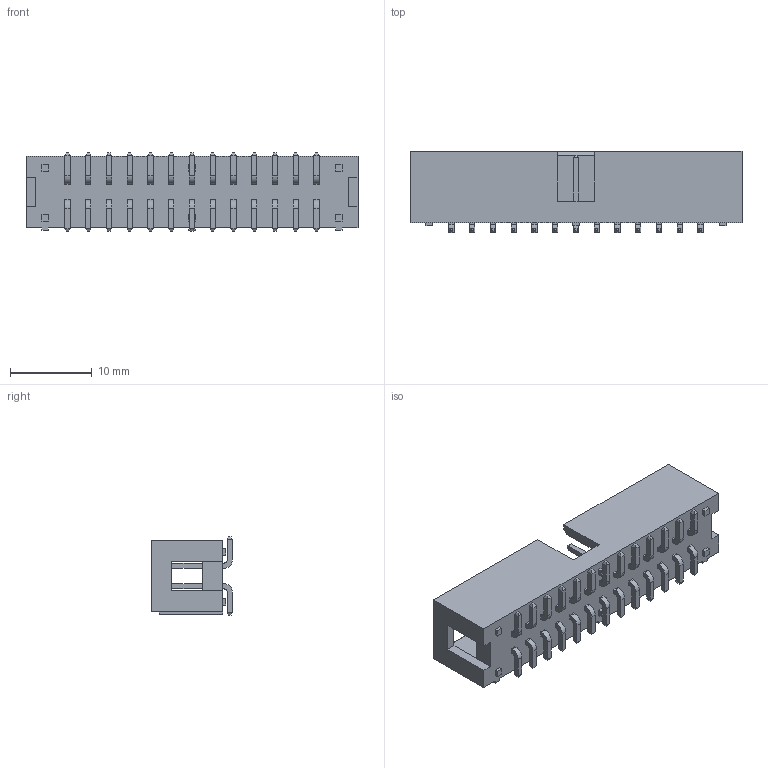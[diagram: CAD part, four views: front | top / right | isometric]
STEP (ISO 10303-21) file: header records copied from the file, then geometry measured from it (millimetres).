
FILE_DESCRIPTION (( 'STEP AP203' ), '1' );
FILE_NAME ('CH8726xM100.STEP', '2018-08-14T00:58:23', ( '' ), ( '' ), 'SwSTEP 2.0', 'SolidWorks 2017', '' );
FILE_SCHEMA (( 'CONFIG_CONTROL_DESIGN' ));
Length unit declared in the file: millimetre
Products named in the file (3): CH8726xM100; SMT TYPE P; CH87 BASE_26
Assembly tree (27 placements, depth 2):
  CH8726xM100
    CH87 BASE_26
    SMT TYPE P  x26
Bounding box: 40.64 x 9.9 x 9.6 mm (x, y, z)
Volume: 1590.7 mm3; surface area: 3026.2 mm2
Topology: 27 solids, 27 shells, 641 faces, 1539 edges, 954 vertices
Faces by surface type: plane 589, cylinder 52
Entity records: 7246 total; most frequent: CARTESIAN_POINT 1114, ORIENTED_EDGE 1078, DIRECTION 985, EDGE_CURVE 539, VECTOR 535, LINE 535, VERTEX_POINT 354, EDGE_LOOP 249
